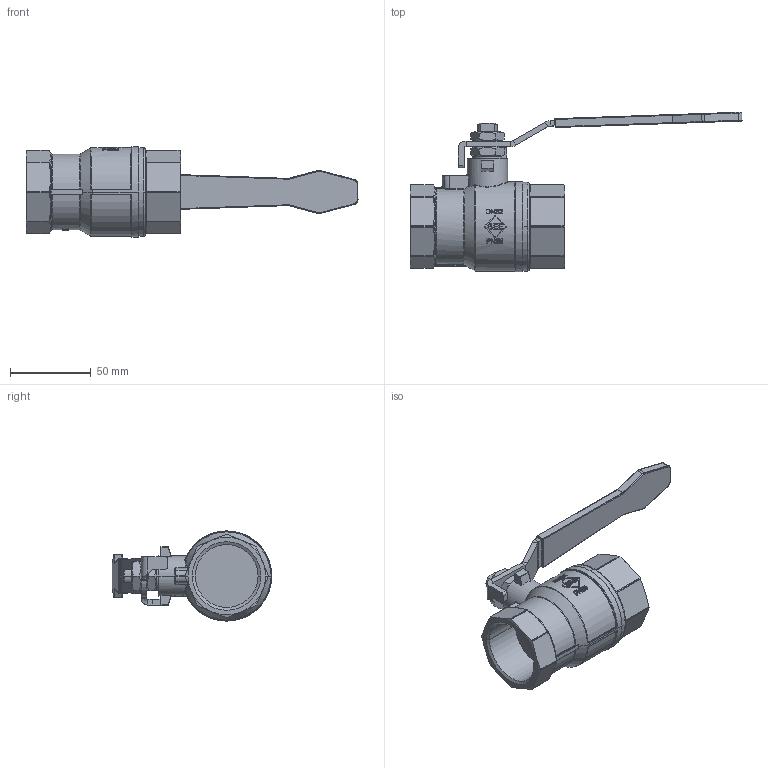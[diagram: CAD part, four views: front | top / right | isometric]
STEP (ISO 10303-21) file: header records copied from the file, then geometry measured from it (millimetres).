
FILE_DESCRIPTION(('STEP AP203'),'1');
FILE_NAME('0020036011032.stp','2025-06-12T11:51:00',('TraceParts'),('TraceParts S.A.'),'Spatial InterOp 3D',' ',' ');
FILE_SCHEMA(('CONFIG_CONTROL_DESIGN'));
Length unit declared in the file: millimetre
Products named in the file (1): 1
Bounding box: 205.9 x 99 x 56 mm (x, y, z)
Volume: 172833.2 mm3; surface area: 38141.7 mm2
Topology: 1 solids, 1 shells, 954 faces, 2443 edges, 1520 vertices
Faces by surface type: plane 308, cylinder 276, bspline 257, cone 54, torus 40, sphere 19
Entity records: 36452 total; most frequent: CARTESIAN_POINT 15020, ORIENTED_EDGE 4842, DIRECTION 3914, EDGE_CURVE 2421, VERTEX_POINT 1520, AXIS2_PLACEMENT_3D 1500, EDGE_LOOP 1005, ADVANCED_FACE 954
